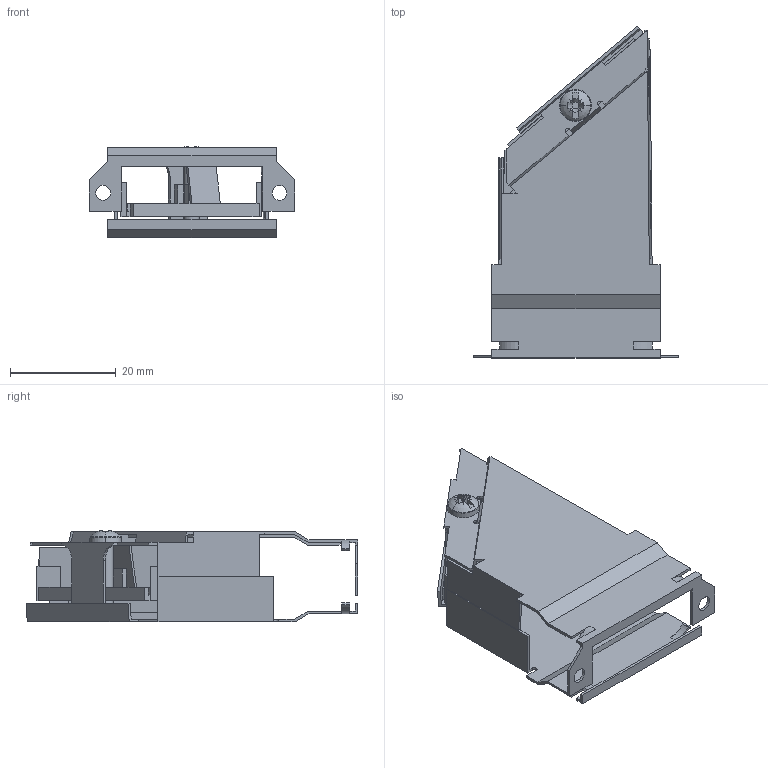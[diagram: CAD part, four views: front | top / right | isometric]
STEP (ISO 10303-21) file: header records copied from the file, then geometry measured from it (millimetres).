
FILE_DESCRIPTION(('Creo Elements/Direct Modeling STEP Export'),'2;1');
FILE_NAME('model.stp','2020-12-04T12:48:45',(''),(''),'Creo Elements/Direct Modeling STEP processor for AP214 (Solid Model)','Creo Elements/Direct Modeling 20.1A 29-Sep-2018 (C) Parametric Technology GmbH','');
FILE_SCHEMA(('AUTOMOTIVE_DESIGN { 1 0 10303 214 1 1 1 1 }'));
Length unit declared in the file: millimetre
Products named in the file (2): VS-15-TI-2EMV
Assembly tree (1 placements, depth 2):
  VS-15-TI-2EMV
    VS-15-TI-2EMV
Bounding box: 38.8 x 62.76 x 17.3 mm (x, y, z)
Volume: 3242.6 mm3; surface area: 10746.2 mm2
Topology: 1 solids, 1 shells, 239 faces, 680 edges, 440 vertices
Faces by surface type: plane 191, cylinder 32, cone 12, torus 2, sphere 2
Entity records: 10733 total; most frequent: CARTESIAN_POINT 2573, ORIENTED_EDGE 1360, DIRECTION 1190, EDGE_CURVE 680, VECTOR 530, LINE 530, VERTEX_POINT 440, AXIS2_PLACEMENT_3D 330
